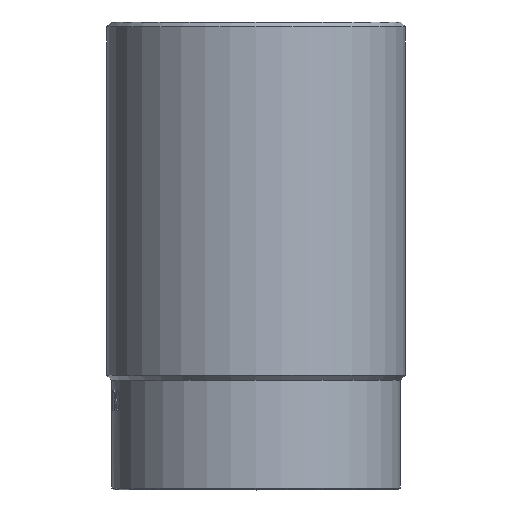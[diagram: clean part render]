
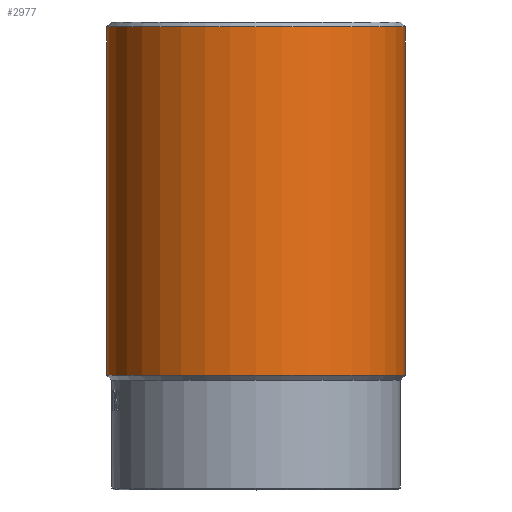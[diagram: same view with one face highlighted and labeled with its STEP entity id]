
A CAD part, front view. The second image highlights one B-rep face of the part: STEP entity #2977.
In plain terms, the highlighted cylindrical face has radius 15 mm (diameter 30 mm), a full revolution.
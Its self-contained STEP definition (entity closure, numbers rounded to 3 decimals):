
#1160=CARTESIAN_POINT('',(0.,15.,85.269));
#1161=VERTEX_POINT('',#1160);
#1162=CARTESIAN_POINT('',(0.,-15.,85.269));
#1163=VERTEX_POINT('',#1162);
#1164=CARTESIAN_POINT('',(0.,0.,85.269));
#1165=DIRECTION('',(0.,1.,0.));
#1166=DIRECTION('',(0.,0.,1.));
#1167=AXIS2_PLACEMENT_3D('',#1164,#1166,#1165);
#1168=CIRCLE('',#1167,15.);
#1169=EDGE_CURVE('',#1161,#1163,#1168,.T.);
#1180=CARTESIAN_POINT('',(0.,0.,85.269));
#1181=DIRECTION('',(0.,-1.,0.));
#1182=DIRECTION('',(0.,0.,1.));
#1183=AXIS2_PLACEMENT_3D('',#1180,#1182,#1181);
#1184=CIRCLE('',#1183,15.);
#1185=EDGE_CURVE('',#1163,#1161,#1184,.T.);
#2943=CARTESIAN_POINT('',(0.,0.,120.269));
#2944=DIRECTION('',(0.,-1.,0.));
#2945=DIRECTION('',(0.,0.,-1.));
#2946=AXIS2_PLACEMENT_3D('',#2943,#2945,#2944);
#2947=CYLINDRICAL_SURFACE('',#2946,15.);
#2948=ORIENTED_EDGE('',*,*,#1185,.T.);
#2949=ORIENTED_EDGE('',*,*,#1169,.T.);
#2950=CARTESIAN_POINT('',(0.,-15.,120.269));
#2951=VERTEX_POINT('',#2950);
#2952=CARTESIAN_POINT('',(0.,-15.,85.269));
#2953=DIRECTION('',(0.,0.,1.));
#2954=VECTOR('',#2953,35.);
#2955=LINE('',#2952,#2954);
#2956=EDGE_CURVE('',#1163,#2951,#2955,.T.);
#2957=ORIENTED_EDGE('E125',*,*,#2956,.T.);
#2958=CARTESIAN_POINT('',(0.,15.,120.269));
#2959=VERTEX_POINT('',#2958);
#2960=CARTESIAN_POINT('',(0.,0.,120.269));
#2961=DIRECTION('',(0.,-1.,0.));
#2962=DIRECTION('',(0.,0.,-1.));
#2963=AXIS2_PLACEMENT_3D('',#2960,#2962,#2961);
#2964=CIRCLE('',#2963,15.);
#2965=EDGE_CURVE('',#2951,#2959,#2964,.T.);
#2966=ORIENTED_EDGE('E126',*,*,#2965,.T.);
#2967=CARTESIAN_POINT('',(0.,0.,120.269));
#2968=DIRECTION('',(0.,1.,0.));
#2969=DIRECTION('',(0.,0.,-1.));
#2970=AXIS2_PLACEMENT_3D('',#2967,#2969,#2968);
#2971=CIRCLE('',#2970,15.);
#2972=EDGE_CURVE('',#2959,#2951,#2971,.T.);
#2973=ORIENTED_EDGE('E127',*,*,#2972,.T.);
#2974=ORIENTED_EDGE('E127',*,*,#2956,.F.);
#2975=EDGE_LOOP('',(#2948,#2949,#2957,#2966,#2973,#2974));
#2976=FACE_OUTER_BOUND('',#2975,.T.);
#2977=ADVANCED_FACE('F41',(#2976),#2947,.T.);
